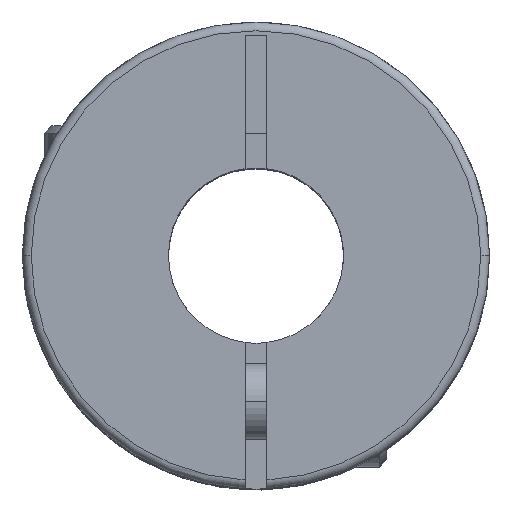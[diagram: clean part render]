
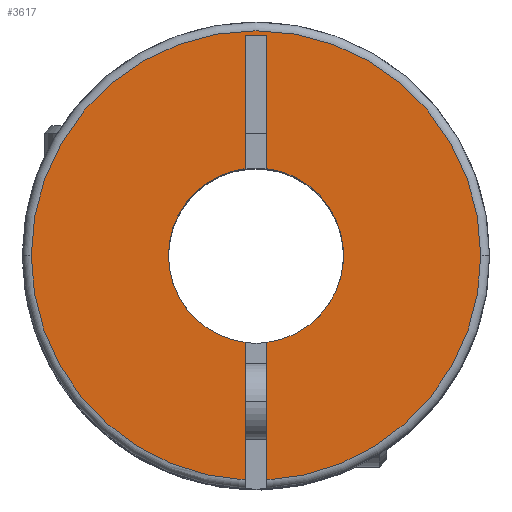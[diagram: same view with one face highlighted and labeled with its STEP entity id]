
A CAD part, top view. The second image highlights one B-rep face of the part: STEP entity #3617.
In plain terms, the highlighted planar face has unit normal (0, 0, 1).
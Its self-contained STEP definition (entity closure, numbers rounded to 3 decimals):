
#5 = VERTEX_POINT ( 'NONE', #1975 ) ;
#63 = EDGE_CURVE ( 'NONE', #2186, #612, #2400, .T. ) ;
#71 = EDGE_CURVE ( 'NONE', #4040, #1917, #991, .T. ) ;
#80 = CARTESIAN_POINT ( 'NONE',  ( 0., 0., 0. ) ) ;
#136 = CARTESIAN_POINT ( 'NONE',  ( 0., 0., 0. ) ) ;
#248 = DIRECTION ( 'NONE',  ( -1., 0., 0. ) ) ;
#256 = EDGE_CURVE ( 'NONE', #1917, #2808, #1059, .T. ) ;
#321 = VERTEX_POINT ( 'NONE', #1613 ) ;
#500 = EDGE_CURVE ( 'NONE', #3780, #5, #1056, .T. ) ;
#518 = DIRECTION ( 'NONE',  ( 0., 0., -1. ) ) ;
#529 = LINE ( 'NONE', #1170, #2933 ) ;
#568 = EDGE_CURVE ( 'NONE', #2845, #2186, #759, .T. ) ;
#605 = CARTESIAN_POINT ( 'NONE',  ( 0., 0., 0. ) ) ;
#612 = VERTEX_POINT ( 'NONE', #3653 ) ;
#654 = VECTOR ( 'NONE', #3100, 1000. ) ;
#751 = CIRCLE ( 'NONE', #2313, 3. ) ;
#759 = LINE ( 'NONE', #2679, #2341 ) ;
#922 = ORIENTED_EDGE ( 'NONE', *, *, #1761, .F. ) ;
#930 = CARTESIAN_POINT ( 'NONE',  ( 0., 0., 0. ) ) ;
#963 = CARTESIAN_POINT ( 'NONE',  ( -3., 0., 0. ) ) ;
#984 = ORIENTED_EDGE ( 'NONE', *, *, #63, .F. ) ;
#991 = CIRCLE ( 'NONE', #3033, 7.7 ) ;
#1029 = AXIS2_PLACEMENT_3D ( 'NONE', #605, #1266, #3543 ) ;
#1056 = LINE ( 'NONE', #2702, #2300 ) ;
#1059 = CIRCLE ( 'NONE', #3436, 7.7 ) ;
#1170 = CARTESIAN_POINT ( 'NONE',  ( 0.375, -8., 0. ) ) ;
#1211 = DIRECTION ( 'NONE',  ( 0., 1., 0. ) ) ;
#1266 = DIRECTION ( 'NONE',  ( 0., 0., -1. ) ) ;
#1306 = CIRCLE ( 'NONE', #1029, 3. ) ;
#1382 = DIRECTION ( 'NONE',  ( 0., 0., -1. ) ) ;
#1473 = EDGE_CURVE ( 'NONE', #3415, #3362, #751, .T. ) ;
#1523 = CARTESIAN_POINT ( 'NONE',  ( 0., 0., 0. ) ) ;
#1535 = CARTESIAN_POINT ( 'NONE',  ( -0.375, -2.976, 0. ) ) ;
#1549 = ORIENTED_EDGE ( 'NONE', *, *, #568, .F. ) ;
#1613 = CARTESIAN_POINT ( 'NONE',  ( 0.375, 2.976, 0. ) ) ;
#1624 = DIRECTION ( 'NONE',  ( -1., 0., 0. ) ) ;
#1730 = ORIENTED_EDGE ( 'NONE', *, *, #256, .F. ) ;
#1761 = EDGE_CURVE ( 'NONE', #2808, #3780, #3912, .T. ) ;
#1849 = ORIENTED_EDGE ( 'NONE', *, *, #71, .F. ) ;
#1852 = LINE ( 'NONE', #4127, #2109 ) ;
#1866 = CIRCLE ( 'NONE', #4115, 3. ) ;
#1894 = ORIENTED_EDGE ( 'NONE', *, *, #3337, .F. ) ;
#1917 = VERTEX_POINT ( 'NONE', #2617 ) ;
#1955 = DIRECTION ( 'NONE',  ( -1., 0., 0. ) ) ;
#1975 = CARTESIAN_POINT ( 'NONE',  ( 0.375, -2.976, 0. ) ) ;
#1997 = ORIENTED_EDGE ( 'NONE', *, *, #2076, .T. ) ;
#2053 = DIRECTION ( 'NONE',  ( -1., 0., 0. ) ) ;
#2071 = DIRECTION ( 'NONE',  ( 0., 1., 0. ) ) ;
#2076 = EDGE_CURVE ( 'NONE', #321, #5, #1866, .T. ) ;
#2109 = VECTOR ( 'NONE', #2218, 1000. ) ;
#2148 = CARTESIAN_POINT ( 'NONE',  ( -0.375, -7.691, 0. ) ) ;
#2186 = VERTEX_POINT ( 'NONE', #3902 ) ;
#2218 = DIRECTION ( 'NONE',  ( 0., -1., 0. ) ) ;
#2256 = ORIENTED_EDGE ( 'NONE', *, *, #500, .F. ) ;
#2300 = VECTOR ( 'NONE', #2071, 1000. ) ;
#2313 = AXIS2_PLACEMENT_3D ( 'NONE', #3529, #2528, #1955 ) ;
#2341 = VECTOR ( 'NONE', #2053, 1000. ) ;
#2381 = DIRECTION ( 'NONE',  ( -1., 0., 0. ) ) ;
#2400 = LINE ( 'NONE', #2417, #654 ) ;
#2417 = CARTESIAN_POINT ( 'NONE',  ( -0.375, 7.55, 0. ) ) ;
#2528 = DIRECTION ( 'NONE',  ( 0., 0., -1. ) ) ;
#2567 = DIRECTION ( 'NONE',  ( 0., 0., -1. ) ) ;
#2617 = CARTESIAN_POINT ( 'NONE',  ( -7.7, 0., 0. ) ) ;
#2679 = CARTESIAN_POINT ( 'NONE',  ( 0.375, 7.55, 0. ) ) ;
#2690 = DIRECTION ( 'NONE',  ( 0., -1., 0. ) ) ;
#2702 = CARTESIAN_POINT ( 'NONE',  ( 0.375, -8., 0. ) ) ;
#2808 = VERTEX_POINT ( 'NONE', #3089 ) ;
#2845 = VERTEX_POINT ( 'NONE', #4129 ) ;
#2858 = ORIENTED_EDGE ( 'NONE', *, *, #1473, .T. ) ;
#2933 = VECTOR ( 'NONE', #1211, 1000. ) ;
#2995 = CARTESIAN_POINT ( 'NONE',  ( 0.375, -7.691, 0. ) ) ;
#3005 = PLANE ( 'NONE',  #3134 ) ;
#3033 = AXIS2_PLACEMENT_3D ( 'NONE', #136, #3390, #2381 ) ;
#3089 = CARTESIAN_POINT ( 'NONE',  ( 7.7, 0., 0. ) ) ;
#3100 = DIRECTION ( 'NONE',  ( 0., -1., 0. ) ) ;
#3134 = AXIS2_PLACEMENT_3D ( 'NONE', #80, #1382, #2690 ) ;
#3136 = EDGE_CURVE ( 'NONE', #3362, #612, #1306, .T. ) ;
#3157 = AXIS2_PLACEMENT_3D ( 'NONE', #1523, #3230, #248 ) ;
#3230 = DIRECTION ( 'NONE',  ( 0., 0., -1. ) ) ;
#3264 = ORIENTED_EDGE ( 'NONE', *, *, #3136, .T. ) ;
#3323 = FACE_OUTER_BOUND ( 'NONE', #3516, .T. ) ;
#3337 = EDGE_CURVE ( 'NONE', #3415, #4040, #1852, .T. ) ;
#3362 = VERTEX_POINT ( 'NONE', #963 ) ;
#3390 = DIRECTION ( 'NONE',  ( 0., 0., -1. ) ) ;
#3415 = VERTEX_POINT ( 'NONE', #1535 ) ;
#3436 = AXIS2_PLACEMENT_3D ( 'NONE', #930, #518, #4164 ) ;
#3516 = EDGE_LOOP ( 'NONE', ( #1849, #1894, #2858, #3264, #984, #1549, #4196, #1997, #2256, #922, #1730 ) ) ;
#3529 = CARTESIAN_POINT ( 'NONE',  ( 0., 0., 0. ) ) ;
#3543 = DIRECTION ( 'NONE',  ( -1., 0., 0. ) ) ;
#3617 = ADVANCED_FACE ( 'NONE', ( #3323 ), #3005, .F. ) ;
#3653 = CARTESIAN_POINT ( 'NONE',  ( -0.375, 2.976, 0. ) ) ;
#3780 = VERTEX_POINT ( 'NONE', #2995 ) ;
#3884 = CARTESIAN_POINT ( 'NONE',  ( 0., 0., 0. ) ) ;
#3902 = CARTESIAN_POINT ( 'NONE',  ( -0.375, 7.55, 0. ) ) ;
#3912 = CIRCLE ( 'NONE', #3157, 7.7 ) ;
#3975 = EDGE_CURVE ( 'NONE', #321, #2845, #529, .T. ) ;
#4040 = VERTEX_POINT ( 'NONE', #2148 ) ;
#4115 = AXIS2_PLACEMENT_3D ( 'NONE', #3884, #2567, #1624 ) ;
#4127 = CARTESIAN_POINT ( 'NONE',  ( -0.375, 7.55, 0. ) ) ;
#4129 = CARTESIAN_POINT ( 'NONE',  ( 0.375, 7.55, 0. ) ) ;
#4164 = DIRECTION ( 'NONE',  ( -1., 0., 0. ) ) ;
#4196 = ORIENTED_EDGE ( 'NONE', *, *, #3975, .F. ) ;
